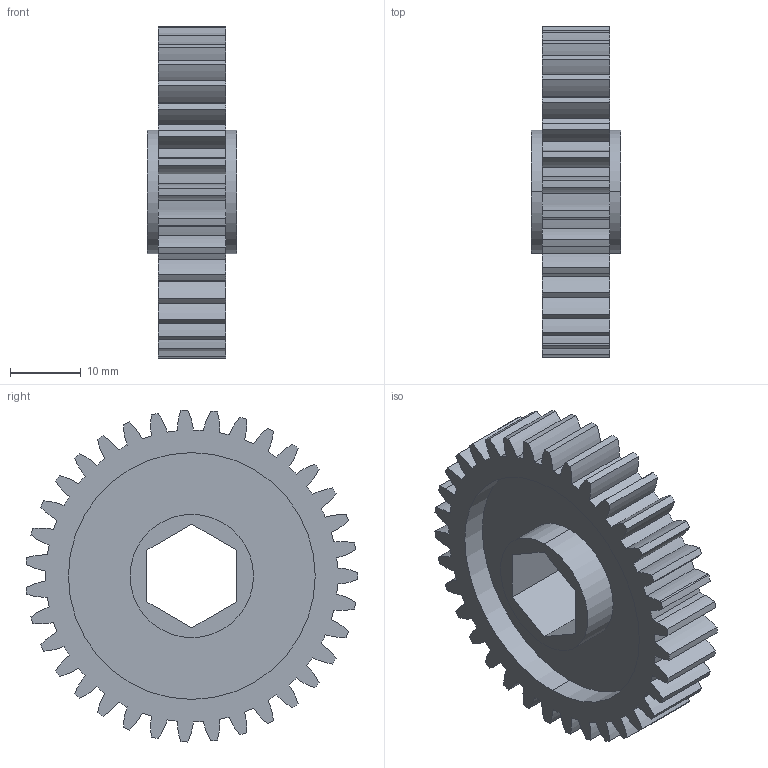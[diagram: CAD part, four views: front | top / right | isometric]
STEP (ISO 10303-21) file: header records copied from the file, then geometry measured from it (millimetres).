
FILE_DESCRIPTION (( 'STEP AP214' ), '1' );
FILE_NAME ('am-3486 35T 20DP 500hex 375 FW.STEP', '2016-11-04T21:02:35', ( '' ), ( '' ), 'SwSTEP 2.0', 'SolidWorks 2014', '' );
FILE_SCHEMA (( 'AUTOMOTIVE_DESIGN' ));
Length unit declared in the file: inch
Products named in the file (1): am-3486 35T 20DP 500hex 375 FW
Bounding box: 12.7 x 46.93 x 46.98 mm (x, y, z)
Volume: 8440.7 mm3; surface area: 7409.9 mm2
Topology: 1 solids, 1 shells, 164 faces, 474 edges, 316 vertices
Faces by surface type: cylinder 152, plane 12
Entity records: 5626 total; most frequent: DIRECTION 1108, CARTESIAN_POINT 955, ORIENTED_EDGE 948, EDGE_CURVE 474, AXIS2_PLACEMENT_3D 469, VERTEX_POINT 316, CIRCLE 304, VECTOR 170
